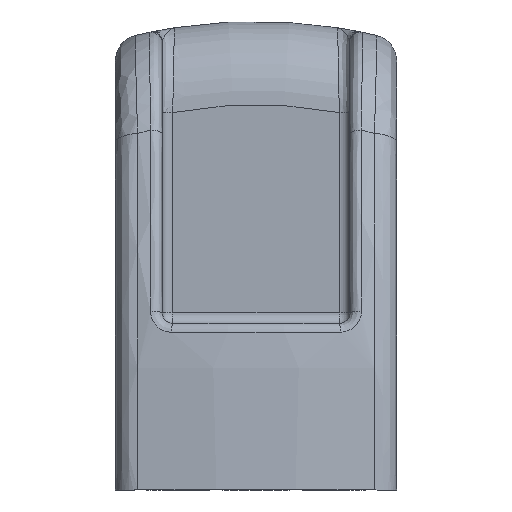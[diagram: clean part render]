
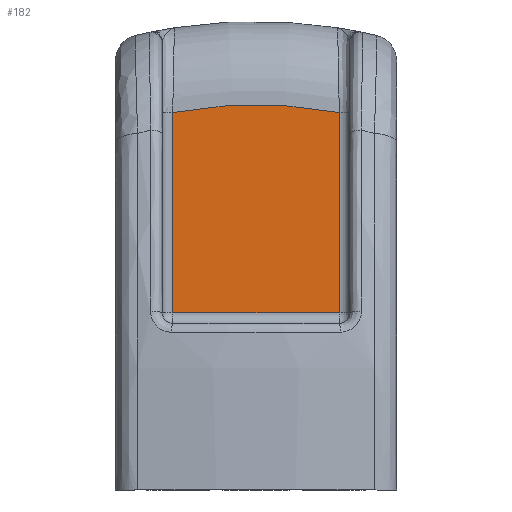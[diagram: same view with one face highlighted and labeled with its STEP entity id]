
A CAD part, left-side view. The second image highlights one B-rep face of the part: STEP entity #182.
In plain terms, the highlighted planar face has unit normal (-1, 0, 0).
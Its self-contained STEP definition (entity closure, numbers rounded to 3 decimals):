
#182 = ADVANCED_FACE( '', ( #489 ), #490, .T. );
#489 = FACE_OUTER_BOUND( '', #1332, .T. );
#490 = PLANE( '', #1333 );
#1332 = EDGE_LOOP( '', ( #5896, #5897, #5898, #5899 ) );
#1333 = AXIS2_PLACEMENT_3D( '', #5900, #5901, #5902 );
#5896 = ORIENTED_EDGE( '', *, *, #6996, .T. );
#5897 = ORIENTED_EDGE( '', *, *, #6997, .T. );
#5898 = ORIENTED_EDGE( '', *, *, #6998, .T. );
#5899 = ORIENTED_EDGE( '', *, *, #6999, .T. );
#5900 = CARTESIAN_POINT( '', ( -57., -9., 80.138 ) );
#5901 = DIRECTION( '', ( -1., 0., 0. ) );
#5902 = DIRECTION( '', ( 0., 0., 1. ) );
#6996 = EDGE_CURVE( '', #7508, #7509, #7510, .F. );
#6997 = EDGE_CURVE( '', #7509, #7511, #7512, .F. );
#6998 = EDGE_CURVE( '', #7511, #7513, #7514, .T. );
#6999 = EDGE_CURVE( '', #7513, #7508, #7515, .T. );
#7508 = VERTEX_POINT( '', #8530 );
#7509 = VERTEX_POINT( '', #8531 );
#7510 = LINE( '', #8532, #8533 );
#7511 = VERTEX_POINT( '', #8534 );
#7512 = LINE( '', #8535, #8536 );
#7513 = VERTEX_POINT( '', #8537 );
#7514 = CIRCLE( '', #8538, 42. );
#7515 = LINE( '', #8539, #8540 );
#8530 = CARTESIAN_POINT( '', ( -57., 8., 17. ) );
#8531 = CARTESIAN_POINT( '', ( -57., -8., 17. ) );
#8532 = CARTESIAN_POINT( '', ( -57., -9., 17. ) );
#8533 = VECTOR( '', #11512, 1000. );
#8534 = CARTESIAN_POINT( '', ( -57., -8., 36.231 ) );
#8535 = CARTESIAN_POINT( '', ( -57., -8., 36.024 ) );
#8536 = VECTOR( '', #11513, 1000. );
#8537 = CARTESIAN_POINT( '', ( -57., 8., 36.231 ) );
#8538 = AXIS2_PLACEMENT_3D( '', #11514, #11515, #11516 );
#8539 = CARTESIAN_POINT( '', ( -57., 8., 16. ) );
#8540 = VECTOR( '', #11517, 1000. );
#11512 = DIRECTION( '', ( 0., 1., 0. ) );
#11513 = DIRECTION( '', ( 0., 0., -1. ) );
#11514 = CARTESIAN_POINT( '', ( -57., 0., -5. ) );
#11515 = DIRECTION( '', ( -1., 0., 0. ) );
#11516 = DIRECTION( '', ( 0., 0., 1. ) );
#11517 = DIRECTION( '', ( 0., 0., -1. ) );
